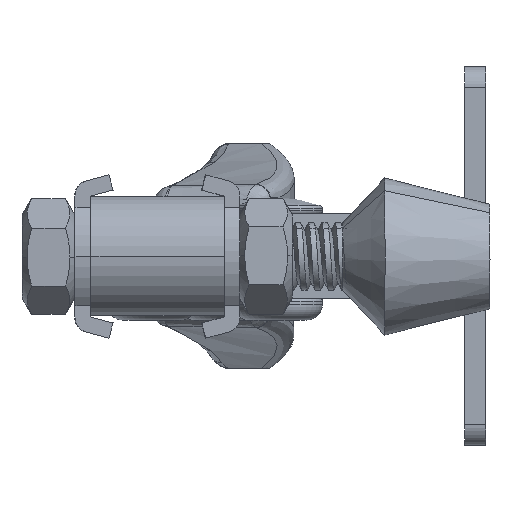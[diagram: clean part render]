
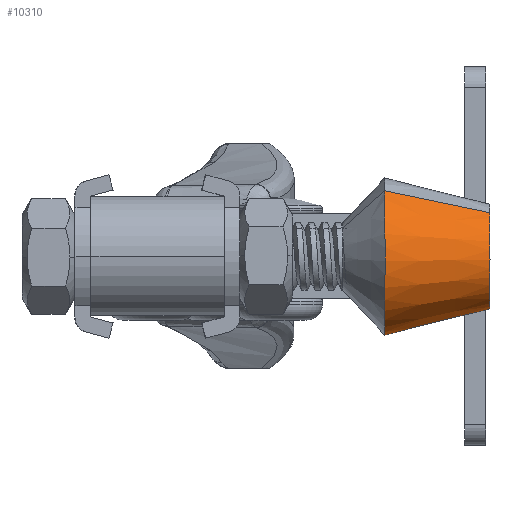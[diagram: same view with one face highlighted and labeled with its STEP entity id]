
A CAD part, left-side view. The second image highlights one B-rep face of the part: STEP entity #10310.
In plain terms, the highlighted conical face has half-angle 14.036 degrees and reference radius 7.5 mm.
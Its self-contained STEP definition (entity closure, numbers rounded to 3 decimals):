
#607 = ORIENTED_EDGE ( 'NONE', *, *, #12660, .T. ) ;
#1522 = DIRECTION ( 'NONE',  ( 1., 0., 0. ) ) ;
#3592 = ORIENTED_EDGE ( 'NONE', *, *, #18560, .T. ) ;
#4493 = CARTESIAN_POINT ( 'NONE',  ( 0., 0., 4.5 ) ) ;
#4966 = CARTESIAN_POINT ( 'NONE',  ( 0., 0., 4.5 ) ) ;
#5030 = CIRCLE ( 'NONE', #19216, 7.5 ) ;
#6743 = CARTESIAN_POINT ( 'NONE',  ( 0., 0., -5.5 ) ) ;
#7509 = DIRECTION ( 'NONE',  ( 1., 0., 0. ) ) ;
#7518 = VERTEX_POINT ( 'NONE', #21640 ) ;
#7532 = CARTESIAN_POINT ( 'NONE',  ( -7.5, 0., 4.5 ) ) ;
#9251 = DIRECTION ( 'NONE',  ( 1., 0., 0. ) ) ;
#10310 = ADVANCED_FACE ( 'NONE', ( #24594 ), #30570, .T. ) ;
#10706 = VERTEX_POINT ( 'NONE', #19808 ) ;
#12292 = VERTEX_POINT ( 'NONE', #7532 ) ;
#12660 = EDGE_CURVE ( 'NONE', #14110, #10706, #18590, .T. ) ;
#13211 = CARTESIAN_POINT ( 'NONE',  ( 7.5, 0., 4.5 ) ) ;
#13746 = LINE ( 'NONE', #13211, #19685 ) ;
#14110 = VERTEX_POINT ( 'NONE', #26465 ) ;
#14472 = ORIENTED_EDGE ( 'NONE', *, *, #19208, .F. ) ;
#15770 = DIRECTION ( 'NONE',  ( 0.243, 0., 0.97 ) ) ;
#16805 = AXIS2_PLACEMENT_3D ( 'NONE', #6743, #24372, #9251 ) ;
#17568 = CARTESIAN_POINT ( 'NONE',  ( -7.5, 0., 4.5 ) ) ;
#18560 = EDGE_CURVE ( 'NONE', #10706, #7518, #13746, .T. ) ;
#18590 = CIRCLE ( 'NONE', #16805, 5. ) ;
#19208 = EDGE_CURVE ( 'NONE', #12292, #7518, #5030, .T. ) ;
#19216 = AXIS2_PLACEMENT_3D ( 'NONE', #4966, #22620, #7509 ) ;
#19685 = VECTOR ( 'NONE', #15770, 1000. ) ;
#19808 = CARTESIAN_POINT ( 'NONE',  ( 5., 0., -5.5 ) ) ;
#19888 = VECTOR ( 'NONE', #20133, 1000. ) ;
#20133 = DIRECTION ( 'NONE',  ( -0.243, 0., 0.97 ) ) ;
#20679 = LINE ( 'NONE', #17568, #19888 ) ;
#21640 = CARTESIAN_POINT ( 'NONE',  ( 7.5, 0., 4.5 ) ) ;
#22281 = AXIS2_PLACEMENT_3D ( 'NONE', #4493, #29711, #1522 ) ;
#22620 = DIRECTION ( 'NONE',  ( 0., 0., 1. ) ) ;
#24372 = DIRECTION ( 'NONE',  ( 0., 0., 1. ) ) ;
#24594 = FACE_OUTER_BOUND ( 'NONE', #31612, .T. ) ;
#26465 = CARTESIAN_POINT ( 'NONE',  ( -5., 0., -5.5 ) ) ;
#29711 = DIRECTION ( 'NONE',  ( 0., 0., 1. ) ) ;
#30570 = CONICAL_SURFACE ( 'NONE', #22281, 7.5, 0.245 ) ;
#31446 = ORIENTED_EDGE ( 'NONE', *, *, #31637, .F. ) ;
#31612 = EDGE_LOOP ( 'NONE', ( #31446, #607, #3592, #14472 ) ) ;
#31637 = EDGE_CURVE ( 'NONE', #14110, #12292, #20679, .T. ) ;
